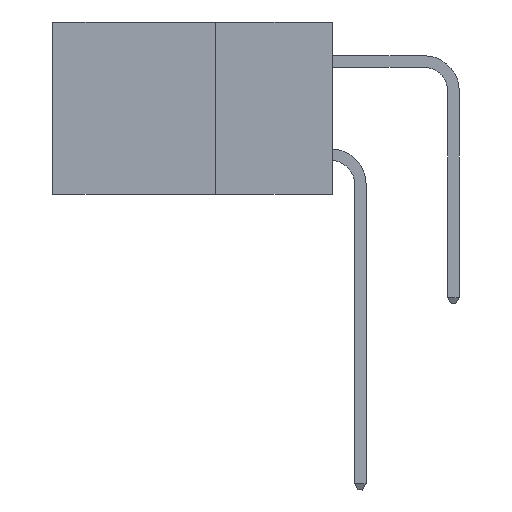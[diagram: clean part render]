
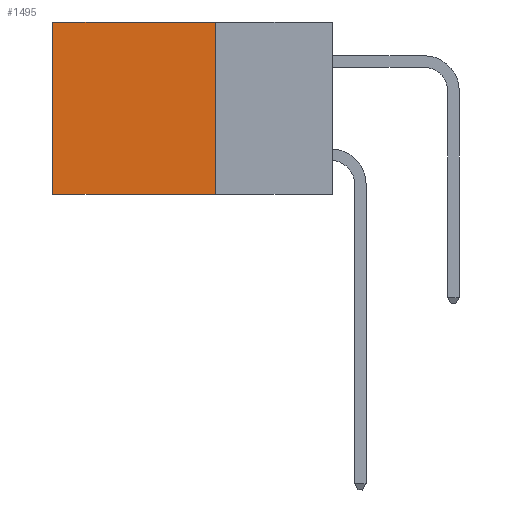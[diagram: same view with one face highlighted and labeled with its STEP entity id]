
A CAD part, left-side view. The second image highlights one B-rep face of the part: STEP entity #1495.
In plain terms, the highlighted planar face has unit normal (-1, 0, 0).
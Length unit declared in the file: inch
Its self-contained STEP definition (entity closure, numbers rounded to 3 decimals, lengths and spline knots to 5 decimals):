
#273 = VECTOR ( 'NONE', #13445, 39.37008 ) ;
#293 = VECTOR ( 'NONE', #28113, 39.37008 ) ;
#1495 = ADVANCED_FACE ( 'NONE', ( #7079 ), #1703, .F. ) ;
#1667 = DIRECTION ( 'NONE',  ( 1., 0., 0. ) ) ;
#1703 = PLANE ( 'NONE',  #23160 ) ;
#1976 = CARTESIAN_POINT ( 'NONE',  ( 0.298, 0.25, 0. ) ) ;
#2456 = VECTOR ( 'NONE', #20899, 39.37008 ) ;
#3314 = EDGE_CURVE ( 'NONE', #16530, #19774, #12824, .T. ) ;
#3887 = ORIENTED_EDGE ( 'NONE', *, *, #21879, .F. ) ;
#4610 = ORIENTED_EDGE ( 'NONE', *, *, #29464, .F. ) ;
#7079 = FACE_OUTER_BOUND ( 'NONE', #16661, .T. ) ;
#7572 = DIRECTION ( 'NONE',  ( 0., 0., -1. ) ) ;
#8762 = CARTESIAN_POINT ( 'NONE',  ( 0.298, 0.25, -0.37 ) ) ;
#9156 = CARTESIAN_POINT ( 'NONE',  ( 0.298, 0.25, -0.37 ) ) ;
#9447 = LINE ( 'NONE', #30209, #2456 ) ;
#12817 = CARTESIAN_POINT ( 'NONE',  ( 0.298, 0.6, 0. ) ) ;
#12824 = LINE ( 'NONE', #12817, #293 ) ;
#13198 = CARTESIAN_POINT ( 'NONE',  ( 0.298, 0.6, 0. ) ) ;
#13445 = DIRECTION ( 'NONE',  ( 0., 1., 0. ) ) ;
#13538 = LINE ( 'NONE', #8762, #273 ) ;
#14633 = CARTESIAN_POINT ( 'NONE',  ( 0.298, 0.25, 0. ) ) ;
#16078 = CARTESIAN_POINT ( 'NONE',  ( 0.298, 0.6, -0.37 ) ) ;
#16530 = VERTEX_POINT ( 'NONE', #13198 ) ;
#16661 = EDGE_LOOP ( 'NONE', ( #20843, #4610, #3887, #29758 ) ) ;
#17563 = LINE ( 'NONE', #14633, #29309 ) ;
#18560 = CARTESIAN_POINT ( 'NONE',  ( 0.298, 0.25, 0. ) ) ;
#19774 = VERTEX_POINT ( 'NONE', #16078 ) ;
#20843 = ORIENTED_EDGE ( 'NONE', *, *, #3314, .T. ) ;
#20899 = DIRECTION ( 'NONE',  ( 0., 0., -1. ) ) ;
#21021 = VERTEX_POINT ( 'NONE', #18560 ) ;
#21879 = EDGE_CURVE ( 'NONE', #21021, #25712, #9447, .T. ) ;
#23160 = AXIS2_PLACEMENT_3D ( 'NONE', #1976, #1667, #7572 ) ;
#25712 = VERTEX_POINT ( 'NONE', #9156 ) ;
#26423 = DIRECTION ( 'NONE',  ( 0., 1., 0. ) ) ;
#28113 = DIRECTION ( 'NONE',  ( 0., 0., -1. ) ) ;
#29309 = VECTOR ( 'NONE', #26423, 39.37008 ) ;
#29464 = EDGE_CURVE ( 'NONE', #25712, #19774, #13538, .T. ) ;
#29758 = ORIENTED_EDGE ( 'NONE', *, *, #30347, .T. ) ;
#30209 = CARTESIAN_POINT ( 'NONE',  ( 0.298, 0.25, 0. ) ) ;
#30347 = EDGE_CURVE ( 'NONE', #21021, #16530, #17563, .T. ) ;
